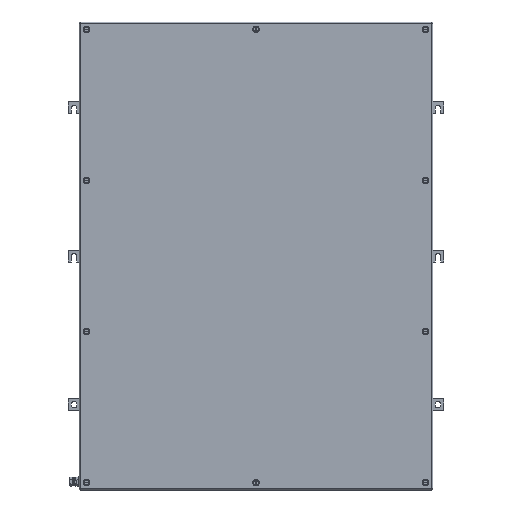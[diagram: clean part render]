
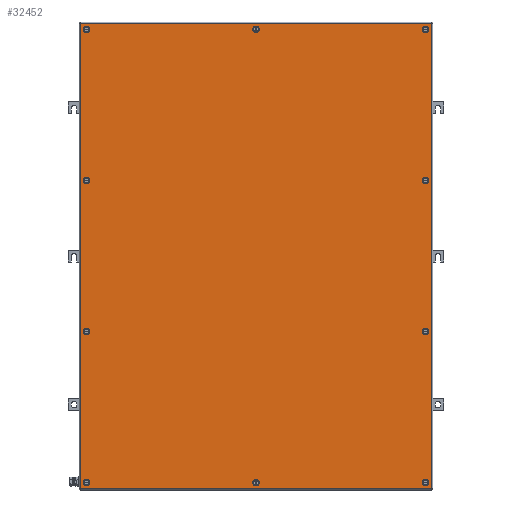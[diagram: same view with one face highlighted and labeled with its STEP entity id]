
A CAD part, top view. The second image highlights one B-rep face of the part: STEP entity #32452.
In plain terms, the highlighted planar face has unit normal (0, 0, 1).
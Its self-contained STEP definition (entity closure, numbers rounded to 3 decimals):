
#32218=AXIS2_PLACEMENT_3D('Circle Axis2P3D',#32216,#32217,$) ;
#32245=AXIS2_PLACEMENT_3D('Plane Axis2P3D',#32242,#32243,#32244) ;
#32283=AXIS2_PLACEMENT_3D('Circle Axis2P3D',#32281,#32282,$) ;
#32292=AXIS2_PLACEMENT_3D('Circle Axis2P3D',#32290,#32291,$) ;
#32301=AXIS2_PLACEMENT_3D('Circle Axis2P3D',#32299,#32300,$) ;
#32310=AXIS2_PLACEMENT_3D('Circle Axis2P3D',#32308,#32309,$) ;
#32319=AXIS2_PLACEMENT_3D('Circle Axis2P3D',#32317,#32318,$) ;
#32328=AXIS2_PLACEMENT_3D('Circle Axis2P3D',#32326,#32327,$) ;
#32337=AXIS2_PLACEMENT_3D('Circle Axis2P3D',#32335,#32336,$) ;
#32346=AXIS2_PLACEMENT_3D('Circle Axis2P3D',#32344,#32345,$) ;
#32355=AXIS2_PLACEMENT_3D('Circle Axis2P3D',#32353,#32354,$) ;
#32364=AXIS2_PLACEMENT_3D('Circle Axis2P3D',#32362,#32363,$) ;
#32373=AXIS2_PLACEMENT_3D('Circle Axis2P3D',#32371,#32372,$) ;
#32382=AXIS2_PLACEMENT_3D('Circle Axis2P3D',#32380,#32381,$) ;
#32391=AXIS2_PLACEMENT_3D('Circle Axis2P3D',#32389,#32390,$) ;
#32400=AXIS2_PLACEMENT_3D('Circle Axis2P3D',#32398,#32399,$) ;
#32409=AXIS2_PLACEMENT_3D('Circle Axis2P3D',#32407,#32408,$) ;
#32418=AXIS2_PLACEMENT_3D('Circle Axis2P3D',#32416,#32417,$) ;
#32427=AXIS2_PLACEMENT_3D('Circle Axis2P3D',#32425,#32426,$) ;
#32436=AXIS2_PLACEMENT_3D('Circle Axis2P3D',#32434,#32435,$) ;
#32445=AXIS2_PLACEMENT_3D('Circle Axis2P3D',#32443,#32444,$) ;
#32213=CARTESIAN_POINT('Vertex',(41.5,650.667,203.5)) ;
#32216=CARTESIAN_POINT('Axis2P3D Location',(38.,650.667,203.5)) ;
#32220=CARTESIAN_POINT('Vertex',(34.5,650.667,203.5)) ;
#32242=CARTESIAN_POINT('Axis2P3D Location',(395.5,492.5,203.5)) ;
#32247=CARTESIAN_POINT('Line Origine',(395.5,982.,203.5)) ;
#32251=CARTESIAN_POINT('Vertex',(765.,982.,203.5)) ;
#32253=CARTESIAN_POINT('Vertex',(26.,982.,203.5)) ;
#32256=CARTESIAN_POINT('Line Origine',(26.,492.5,203.5)) ;
#32260=CARTESIAN_POINT('Vertex',(26.,3.,203.5)) ;
#32263=CARTESIAN_POINT('Line Origine',(395.5,3.,203.5)) ;
#32267=CARTESIAN_POINT('Vertex',(765.,3.,203.5)) ;
#32270=CARTESIAN_POINT('Line Origine',(765.,492.5,203.5)) ;
#32281=CARTESIAN_POINT('Axis2P3D Location',(38.,650.667,203.5)) ;
#32290=CARTESIAN_POINT('Axis2P3D Location',(38.,334.333,203.5)) ;
#32294=CARTESIAN_POINT('Vertex',(34.5,334.333,203.5)) ;
#32296=CARTESIAN_POINT('Vertex',(41.5,334.333,203.5)) ;
#32299=CARTESIAN_POINT('Axis2P3D Location',(38.,334.333,203.5)) ;
#32308=CARTESIAN_POINT('Axis2P3D Location',(753.,334.333,203.5)) ;
#32312=CARTESIAN_POINT('Vertex',(756.5,334.333,203.5)) ;
#32314=CARTESIAN_POINT('Vertex',(749.5,334.333,203.5)) ;
#32317=CARTESIAN_POINT('Axis2P3D Location',(753.,334.333,203.5)) ;
#32326=CARTESIAN_POINT('Axis2P3D Location',(753.,650.667,203.5)) ;
#32330=CARTESIAN_POINT('Vertex',(756.5,650.667,203.5)) ;
#32332=CARTESIAN_POINT('Vertex',(749.5,650.667,203.5)) ;
#32335=CARTESIAN_POINT('Axis2P3D Location',(753.,650.667,203.5)) ;
#32344=CARTESIAN_POINT('Axis2P3D Location',(395.5,15.,203.5)) ;
#32348=CARTESIAN_POINT('Vertex',(399.,15.,203.5)) ;
#32350=CARTESIAN_POINT('Vertex',(392.,15.,203.5)) ;
#32353=CARTESIAN_POINT('Axis2P3D Location',(395.5,15.,203.5)) ;
#32362=CARTESIAN_POINT('Axis2P3D Location',(395.5,970.,203.5)) ;
#32366=CARTESIAN_POINT('Vertex',(399.,970.,203.5)) ;
#32368=CARTESIAN_POINT('Vertex',(392.,970.,203.5)) ;
#32371=CARTESIAN_POINT('Axis2P3D Location',(395.5,970.,203.5)) ;
#32380=CARTESIAN_POINT('Axis2P3D Location',(38.,970.,203.5)) ;
#32384=CARTESIAN_POINT('Vertex',(34.5,970.,203.5)) ;
#32386=CARTESIAN_POINT('Vertex',(41.5,970.,203.5)) ;
#32389=CARTESIAN_POINT('Axis2P3D Location',(38.,970.,203.5)) ;
#32398=CARTESIAN_POINT('Axis2P3D Location',(38.,15.,203.5)) ;
#32402=CARTESIAN_POINT('Vertex',(34.5,15.,203.5)) ;
#32404=CARTESIAN_POINT('Vertex',(41.5,15.,203.5)) ;
#32407=CARTESIAN_POINT('Axis2P3D Location',(38.,15.,203.5)) ;
#32416=CARTESIAN_POINT('Axis2P3D Location',(753.,15.,203.5)) ;
#32420=CARTESIAN_POINT('Vertex',(756.5,15.,203.5)) ;
#32422=CARTESIAN_POINT('Vertex',(749.5,15.,203.5)) ;
#32425=CARTESIAN_POINT('Axis2P3D Location',(753.,15.,203.5)) ;
#32434=CARTESIAN_POINT('Axis2P3D Location',(753.,970.,203.5)) ;
#32438=CARTESIAN_POINT('Vertex',(756.5,970.,203.5)) ;
#32440=CARTESIAN_POINT('Vertex',(749.5,970.,203.5)) ;
#32443=CARTESIAN_POINT('Axis2P3D Location',(753.,970.,203.5)) ;
#32217=DIRECTION('Axis2P3D Direction',(0.,0.,1.)) ;
#32243=DIRECTION('Axis2P3D Direction',(0.,0.,1.)) ;
#32244=DIRECTION('Axis2P3D XDirection',(1.,0.,0.)) ;
#32248=DIRECTION('Vector Direction',(1.,0.,0.)) ;
#32257=DIRECTION('Vector Direction',(0.,-1.,0.)) ;
#32264=DIRECTION('Vector Direction',(1.,0.,0.)) ;
#32271=DIRECTION('Vector Direction',(0.,1.,0.)) ;
#32282=DIRECTION('Axis2P3D Direction',(0.,0.,1.)) ;
#32291=DIRECTION('Axis2P3D Direction',(0.,0.,1.)) ;
#32300=DIRECTION('Axis2P3D Direction',(0.,0.,1.)) ;
#32309=DIRECTION('Axis2P3D Direction',(0.,0.,1.)) ;
#32318=DIRECTION('Axis2P3D Direction',(0.,0.,1.)) ;
#32327=DIRECTION('Axis2P3D Direction',(0.,0.,1.)) ;
#32336=DIRECTION('Axis2P3D Direction',(0.,0.,1.)) ;
#32345=DIRECTION('Axis2P3D Direction',(0.,0.,1.)) ;
#32354=DIRECTION('Axis2P3D Direction',(0.,0.,1.)) ;
#32363=DIRECTION('Axis2P3D Direction',(0.,0.,1.)) ;
#32372=DIRECTION('Axis2P3D Direction',(0.,0.,1.)) ;
#32381=DIRECTION('Axis2P3D Direction',(0.,0.,1.)) ;
#32390=DIRECTION('Axis2P3D Direction',(0.,0.,1.)) ;
#32399=DIRECTION('Axis2P3D Direction',(0.,0.,1.)) ;
#32408=DIRECTION('Axis2P3D Direction',(0.,0.,1.)) ;
#32417=DIRECTION('Axis2P3D Direction',(0.,0.,1.)) ;
#32426=DIRECTION('Axis2P3D Direction',(0.,0.,1.)) ;
#32435=DIRECTION('Axis2P3D Direction',(0.,0.,1.)) ;
#32444=DIRECTION('Axis2P3D Direction',(0.,0.,1.)) ;
#32249=VECTOR('Line Direction',#32248,1.) ;
#32258=VECTOR('Line Direction',#32257,1.) ;
#32265=VECTOR('Line Direction',#32264,1.) ;
#32272=VECTOR('Line Direction',#32271,1.) ;
#32276=ORIENTED_EDGE('',*,*,#32255,.T.) ;
#32277=ORIENTED_EDGE('',*,*,#32262,.T.) ;
#32278=ORIENTED_EDGE('',*,*,#32269,.T.) ;
#32279=ORIENTED_EDGE('',*,*,#32274,.T.) ;
#32287=ORIENTED_EDGE('',*,*,#32285,.F.) ;
#32288=ORIENTED_EDGE('',*,*,#32222,.F.) ;
#32305=ORIENTED_EDGE('',*,*,#32298,.F.) ;
#32306=ORIENTED_EDGE('',*,*,#32303,.F.) ;
#32323=ORIENTED_EDGE('',*,*,#32316,.F.) ;
#32324=ORIENTED_EDGE('',*,*,#32321,.F.) ;
#32341=ORIENTED_EDGE('',*,*,#32334,.F.) ;
#32342=ORIENTED_EDGE('',*,*,#32339,.F.) ;
#32359=ORIENTED_EDGE('',*,*,#32352,.F.) ;
#32360=ORIENTED_EDGE('',*,*,#32357,.F.) ;
#32377=ORIENTED_EDGE('',*,*,#32370,.F.) ;
#32378=ORIENTED_EDGE('',*,*,#32375,.F.) ;
#32395=ORIENTED_EDGE('',*,*,#32388,.F.) ;
#32396=ORIENTED_EDGE('',*,*,#32393,.F.) ;
#32413=ORIENTED_EDGE('',*,*,#32406,.F.) ;
#32414=ORIENTED_EDGE('',*,*,#32411,.F.) ;
#32431=ORIENTED_EDGE('',*,*,#32424,.F.) ;
#32432=ORIENTED_EDGE('',*,*,#32429,.F.) ;
#32449=ORIENTED_EDGE('',*,*,#32442,.F.) ;
#32450=ORIENTED_EDGE('',*,*,#32447,.F.) ;
#32289=FACE_BOUND('',#32286,.T.) ;
#32307=FACE_BOUND('',#32304,.T.) ;
#32325=FACE_BOUND('',#32322,.T.) ;
#32343=FACE_BOUND('',#32340,.T.) ;
#32361=FACE_BOUND('',#32358,.T.) ;
#32379=FACE_BOUND('',#32376,.T.) ;
#32397=FACE_BOUND('',#32394,.T.) ;
#32415=FACE_BOUND('',#32412,.T.) ;
#32433=FACE_BOUND('',#32430,.T.) ;
#32451=FACE_BOUND('',#32448,.T.) ;
#32452=ADVANCED_FACE('ZUB_KTB_FS_987420_0GP_AllCATPart.2\\ZUB_DE_KTB_FS_.1\\DE_KTB_MH_PART_MASTER.1\\Koerper.2',(#32280,#32289,#32307,#32325,#32343,#32361,#32379,#32397,#32415,#32433,#32451),#32246,.T.) ;
#32219=CIRCLE('generated circle',#32218,3.5) ;
#32284=CIRCLE('generated circle',#32283,3.5) ;
#32293=CIRCLE('generated circle',#32292,3.5) ;
#32302=CIRCLE('generated circle',#32301,3.5) ;
#32311=CIRCLE('generated circle',#32310,3.5) ;
#32320=CIRCLE('generated circle',#32319,3.5) ;
#32329=CIRCLE('generated circle',#32328,3.5) ;
#32338=CIRCLE('generated circle',#32337,3.5) ;
#32347=CIRCLE('generated circle',#32346,3.5) ;
#32356=CIRCLE('generated circle',#32355,3.5) ;
#32365=CIRCLE('generated circle',#32364,3.5) ;
#32374=CIRCLE('generated circle',#32373,3.5) ;
#32383=CIRCLE('generated circle',#32382,3.5) ;
#32392=CIRCLE('generated circle',#32391,3.5) ;
#32401=CIRCLE('generated circle',#32400,3.5) ;
#32410=CIRCLE('generated circle',#32409,3.5) ;
#32419=CIRCLE('generated circle',#32418,3.5) ;
#32428=CIRCLE('generated circle',#32427,3.5) ;
#32437=CIRCLE('generated circle',#32436,3.5) ;
#32446=CIRCLE('generated circle',#32445,3.5) ;
#32222=EDGE_CURVE('',#32214,#32221,#32219,.T.) ;
#32255=EDGE_CURVE('',#32252,#32254,#32250,.F.) ;
#32262=EDGE_CURVE('',#32254,#32261,#32259,.T.) ;
#32269=EDGE_CURVE('',#32261,#32268,#32266,.T.) ;
#32274=EDGE_CURVE('',#32268,#32252,#32273,.T.) ;
#32285=EDGE_CURVE('',#32221,#32214,#32284,.T.) ;
#32298=EDGE_CURVE('',#32295,#32297,#32293,.T.) ;
#32303=EDGE_CURVE('',#32297,#32295,#32302,.T.) ;
#32316=EDGE_CURVE('',#32313,#32315,#32311,.T.) ;
#32321=EDGE_CURVE('',#32315,#32313,#32320,.T.) ;
#32334=EDGE_CURVE('',#32331,#32333,#32329,.T.) ;
#32339=EDGE_CURVE('',#32333,#32331,#32338,.T.) ;
#32352=EDGE_CURVE('',#32349,#32351,#32347,.T.) ;
#32357=EDGE_CURVE('',#32351,#32349,#32356,.T.) ;
#32370=EDGE_CURVE('',#32367,#32369,#32365,.T.) ;
#32375=EDGE_CURVE('',#32369,#32367,#32374,.T.) ;
#32388=EDGE_CURVE('',#32385,#32387,#32383,.T.) ;
#32393=EDGE_CURVE('',#32387,#32385,#32392,.T.) ;
#32406=EDGE_CURVE('',#32403,#32405,#32401,.T.) ;
#32411=EDGE_CURVE('',#32405,#32403,#32410,.T.) ;
#32424=EDGE_CURVE('',#32421,#32423,#32419,.T.) ;
#32429=EDGE_CURVE('',#32423,#32421,#32428,.T.) ;
#32442=EDGE_CURVE('',#32439,#32441,#32437,.T.) ;
#32447=EDGE_CURVE('',#32441,#32439,#32446,.T.) ;
#32275=EDGE_LOOP('',(#32276,#32277,#32278,#32279)) ;
#32286=EDGE_LOOP('',(#32287,#32288)) ;
#32304=EDGE_LOOP('',(#32305,#32306)) ;
#32322=EDGE_LOOP('',(#32323,#32324)) ;
#32340=EDGE_LOOP('',(#32341,#32342)) ;
#32358=EDGE_LOOP('',(#32359,#32360)) ;
#32376=EDGE_LOOP('',(#32377,#32378)) ;
#32394=EDGE_LOOP('',(#32395,#32396)) ;
#32412=EDGE_LOOP('',(#32413,#32414)) ;
#32430=EDGE_LOOP('',(#32431,#32432)) ;
#32448=EDGE_LOOP('',(#32449,#32450)) ;
#32280=FACE_OUTER_BOUND('',#32275,.T.) ;
#32250=LINE('Line',#32247,#32249) ;
#32259=LINE('Line',#32256,#32258) ;
#32266=LINE('Line',#32263,#32265) ;
#32273=LINE('Line',#32270,#32272) ;
#32246=PLANE('',#32245) ;
#32214=VERTEX_POINT('',#32213) ;
#32221=VERTEX_POINT('',#32220) ;
#32252=VERTEX_POINT('',#32251) ;
#32254=VERTEX_POINT('',#32253) ;
#32261=VERTEX_POINT('',#32260) ;
#32268=VERTEX_POINT('',#32267) ;
#32295=VERTEX_POINT('',#32294) ;
#32297=VERTEX_POINT('',#32296) ;
#32313=VERTEX_POINT('',#32312) ;
#32315=VERTEX_POINT('',#32314) ;
#32331=VERTEX_POINT('',#32330) ;
#32333=VERTEX_POINT('',#32332) ;
#32349=VERTEX_POINT('',#32348) ;
#32351=VERTEX_POINT('',#32350) ;
#32367=VERTEX_POINT('',#32366) ;
#32369=VERTEX_POINT('',#32368) ;
#32385=VERTEX_POINT('',#32384) ;
#32387=VERTEX_POINT('',#32386) ;
#32403=VERTEX_POINT('',#32402) ;
#32405=VERTEX_POINT('',#32404) ;
#32421=VERTEX_POINT('',#32420) ;
#32423=VERTEX_POINT('',#32422) ;
#32439=VERTEX_POINT('',#32438) ;
#32441=VERTEX_POINT('',#32440) ;
